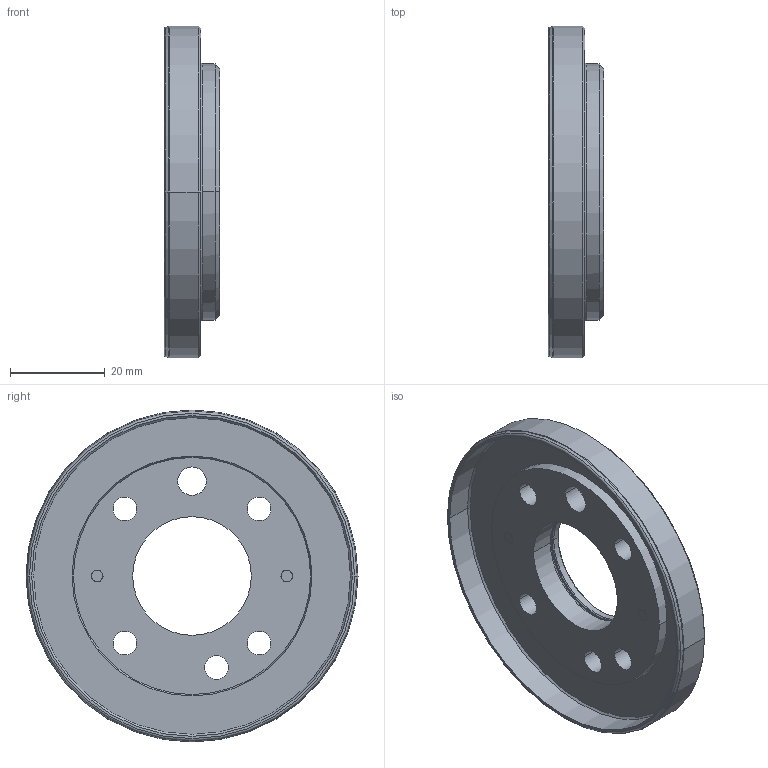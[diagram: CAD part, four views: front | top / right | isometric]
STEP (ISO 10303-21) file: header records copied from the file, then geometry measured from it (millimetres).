
FILE_DESCRIPTION (( 'STEP AP214' ), '1' );
FILE_NAME ('link6-foundry.STEP', '2021-08-06T01:43:39', ( '' ), ( '' ), 'SwSTEP 2.0', 'SolidWorks 2018', '' );
FILE_SCHEMA (( 'AUTOMOTIVE_DESIGN' ));
Length unit declared in the file: millimetre
Products named in the file (1): link6-foundry
Bounding box: 11.7 x 70 x 70 mm (x, y, z)
Volume: 16904.3 mm3; surface area: 12185.3 mm2
Topology: 1 solids, 5 shells, 186 faces, 454 edges, 290 vertices
Faces by surface type: cylinder 96, cone 52, plane 34, torus 4
Entity records: 6088 total; most frequent: CARTESIAN_POINT 1155, DIRECTION 1102, ORIENTED_EDGE 908, AXIS2_PLACEMENT_3D 477, EDGE_CURVE 454, CIRCLE 290, VERTEX_POINT 290, EDGE_LOOP 220
